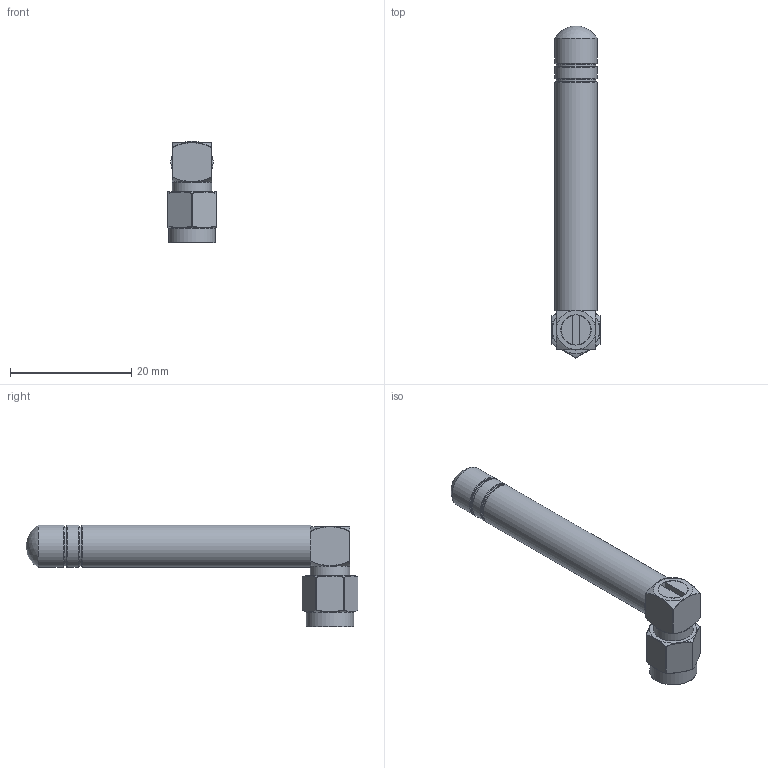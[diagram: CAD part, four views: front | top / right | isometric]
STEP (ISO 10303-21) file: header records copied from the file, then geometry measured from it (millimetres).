
FILE_DESCRIPTION(/* description */ (''),/* implementation_level */ '2;1');
FILE_NAME(/* name */ '5f9b982f4caf230e899e2787',/* time_stamp */ '2020-10-30T04:36:00+00:00',/* author */ (''),/* organization */ (''),/* preprocessor_version */ 'ST-DEVELOPER v16.7',/* originating_system */ $,/* authorisation */ $);
FILE_SCHEMA (('AUTOMOTIVE_DESIGN {1 0 10303 214 3 1 1}'));
Length unit declared in the file: metre
Products named in the file (4): Antena - Tolina; User Library-SMA_AntennaR
Assembly tree (3 placements, depth 2):
  Antena - Tolina
    User Library-SMA_AntennaR
    User Library-SMA_AntennaR
    User Library-SMA_AntennaR
Bounding box: 8 x 54.85 x 16.85 mm (x, y, z)
Volume: 2482.9 mm3; surface area: 1989.2 mm2
Topology: 3 solids, 3 shells, 143 faces, 323 edges, 177 vertices
Faces by surface type: bspline 40, torus 29, plane 27, sphere 25, cylinder 21, cone 1
Full cylindrical faces by diameter (mm): 1 x1, 5 x1, 6.5 x3, 6.6 x1, 7 x3, 7.8 x1
Entity records: 5765 total; most frequent: CARTESIAN_POINT 2911, ORIENTED_EDGE 548, DIRECTION 547, EDGE_CURVE 274, AXIS2_PLACEMENT_3D 258, FACE_BOUND 178, EDGE_LOOP 177, VERTEX_POINT 170
